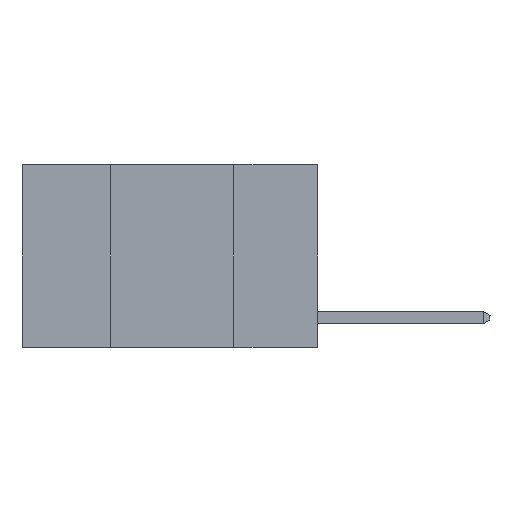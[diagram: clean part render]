
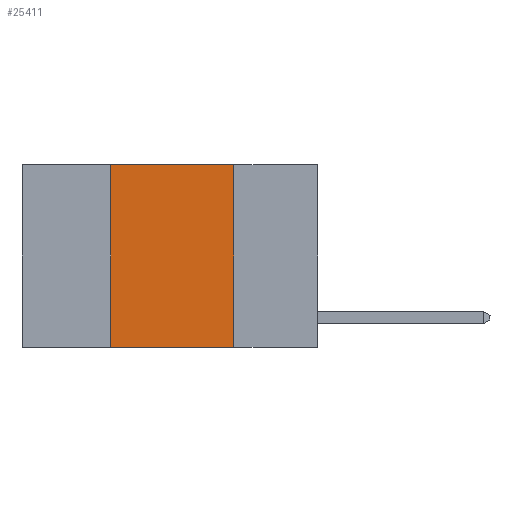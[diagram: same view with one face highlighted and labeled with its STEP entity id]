
A CAD part, left-side view. The second image highlights one B-rep face of the part: STEP entity #25411.
In plain terms, the highlighted planar face has unit normal (-1, 0, 0).
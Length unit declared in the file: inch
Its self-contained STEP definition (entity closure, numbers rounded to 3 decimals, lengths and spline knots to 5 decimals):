
#603 = CARTESIAN_POINT ( 'NONE',  ( 0., 0.17, 0. ) ) ;
#1738 = CARTESIAN_POINT ( 'NONE',  ( 0., 0.6, -0.37 ) ) ;
#1948 = CARTESIAN_POINT ( 'NONE',  ( 0., 0.6, 0. ) ) ;
#2551 = VECTOR ( 'NONE', #20813, 39.37008 ) ;
#3417 = CARTESIAN_POINT ( 'NONE',  ( 0., 0.42, 0. ) ) ;
#4242 = AXIS2_PLACEMENT_3D ( 'NONE', #17053, #23546, #11277 ) ;
#4393 = ORIENTED_EDGE ( 'NONE', *, *, #16620, .T. ) ;
#6772 = ORIENTED_EDGE ( 'NONE', *, *, #25652, .F. ) ;
#7308 = VERTEX_POINT ( 'NONE', #18774 ) ;
#7527 = ORIENTED_EDGE ( 'NONE', *, *, #18102, .F. ) ;
#8196 = EDGE_CURVE ( 'NONE', #18916, #21245, #15424, .T. ) ;
#8674 = LINE ( 'NONE', #1738, #12131 ) ;
#8859 = PLANE ( 'NONE',  #4242 ) ;
#11277 = DIRECTION ( 'NONE',  ( 0., 0., -1. ) ) ;
#12131 = VECTOR ( 'NONE', #18309, 39.37008 ) ;
#12632 = CARTESIAN_POINT ( 'NONE',  ( 0., 0.42, -0.37 ) ) ;
#13929 = VECTOR ( 'NONE', #17036, 39.37008 ) ;
#14898 = CARTESIAN_POINT ( 'NONE',  ( 0., 0.17, 0. ) ) ;
#15156 = LINE ( 'NONE', #603, #13929 ) ;
#15424 = LINE ( 'NONE', #25432, #25226 ) ;
#15570 = EDGE_LOOP ( 'NONE', ( #7527, #6772, #23696, #4393 ) ) ;
#16216 = LINE ( 'NONE', #1948, #2551 ) ;
#16620 = EDGE_CURVE ( 'NONE', #18916, #7308, #8674, .T. ) ;
#17036 = DIRECTION ( 'NONE',  ( 0., 0., -1. ) ) ;
#17053 = CARTESIAN_POINT ( 'NONE',  ( 0., 0.6, 0. ) ) ;
#18102 = EDGE_CURVE ( 'NONE', #22652, #7308, #15156, .T. ) ;
#18309 = DIRECTION ( 'NONE',  ( 0., -1., 0. ) ) ;
#18774 = CARTESIAN_POINT ( 'NONE',  ( 0., 0.17, -0.37 ) ) ;
#18916 = VERTEX_POINT ( 'NONE', #12632 ) ;
#20813 = DIRECTION ( 'NONE',  ( 0., -1., 0. ) ) ;
#21236 = FACE_OUTER_BOUND ( 'NONE', #15570, .T. ) ;
#21245 = VERTEX_POINT ( 'NONE', #3417 ) ;
#22652 = VERTEX_POINT ( 'NONE', #14898 ) ;
#23546 = DIRECTION ( 'NONE',  ( 1., 0., 0. ) ) ;
#23696 = ORIENTED_EDGE ( 'NONE', *, *, #8196, .F. ) ;
#23809 = DIRECTION ( 'NONE',  ( 0., 0., 1. ) ) ;
#25226 = VECTOR ( 'NONE', #23809, 39.37008 ) ;
#25411 = ADVANCED_FACE ( 'NONE', ( #21236 ), #8859, .F. ) ;
#25432 = CARTESIAN_POINT ( 'NONE',  ( 0., 0.42, 0. ) ) ;
#25652 = EDGE_CURVE ( 'NONE', #21245, #22652, #16216, .T. ) ;
